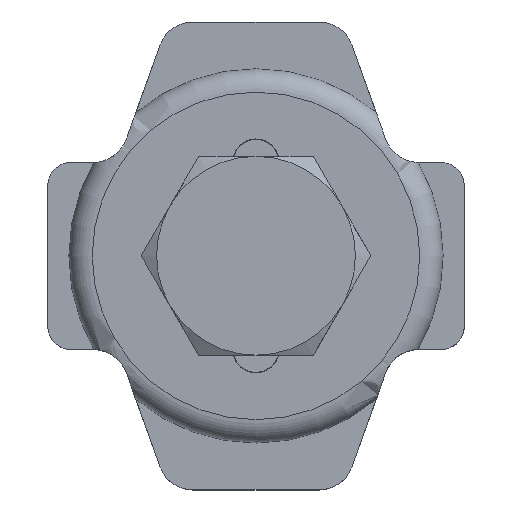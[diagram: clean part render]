
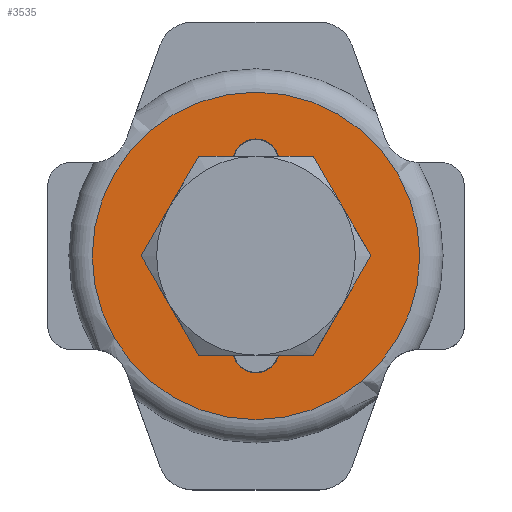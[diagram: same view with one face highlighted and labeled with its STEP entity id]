
A CAD part, top view. The second image highlights one B-rep face of the part: STEP entity #3535.
In plain terms, the highlighted planar face has unit normal (0, 0, 1).
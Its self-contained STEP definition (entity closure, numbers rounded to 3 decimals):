
#2196=CARTESIAN_POINT('',(0.,-6.,25.0));
#2197=VERTEX_POINT('',#2196);
#2198=CARTESIAN_POINT('',(0.,-8.0,25.0));
#2199=DIRECTION('',(0.0,0.0,-1.0));
#2200=DIRECTION('',(0.0,-1.0,0.0));
#2201=AXIS2_PLACEMENT_3D('',#2198,#2199,#2200);
#2202=CIRCLE('',#2201,2.0);
#2203=EDGE_CURVE('',#2197,#2197,#2202,.T.);
#2224=CARTESIAN_POINT('',(0.,6.,25.0));
#2225=VERTEX_POINT('',#2224);
#2226=CARTESIAN_POINT('',(0.,8.0,25.0));
#2227=DIRECTION('',(0.0,0.0,-1.0));
#2228=DIRECTION('',(0.0,1.0,0.0));
#2229=AXIS2_PLACEMENT_3D('',#2226,#2227,#2228);
#2230=CIRCLE('',#2229,2.0);
#2231=EDGE_CURVE('',#2225,#2225,#2230,.T.);
#2305=CARTESIAN_POINT('',(0.,-5.5,25.0));
#2306=VERTEX_POINT('',#2305);
#2307=CARTESIAN_POINT('',(0.,0.,25.0));
#2308=DIRECTION('',(0.0,0.0,-1.0));
#2309=DIRECTION('',(0.0,-1.0,0.0));
#2310=AXIS2_PLACEMENT_3D('',#2307,#2308,#2309);
#2311=CIRCLE('',#2310,5.5);
#2312=EDGE_CURVE('',#2306,#2306,#2311,.T.);
#3310=CARTESIAN_POINT('',(0.,-14.,25.0));
#3311=VERTEX_POINT('',#3310);
#3312=CARTESIAN_POINT('',(0.,0.,25.0));
#3313=DIRECTION('',(0.0,0.0,-1.0));
#3314=DIRECTION('',(0.0,1.0,0.0));
#3315=AXIS2_PLACEMENT_3D('',#3312,#3313,#3314);
#3316=CIRCLE('',#3315,14.);
#3317=EDGE_CURVE('',#3311,#3311,#3316,.T.);
#3518=CARTESIAN_POINT('',(0.,0.,25.0));
#3519=DIRECTION('',(0.0,0.0,-1.0));
#3520=DIRECTION('',(0.0,1.0,0.0));
#3521=AXIS2_PLACEMENT_3D('',#3518,#3519,#3520);
#3522=PLANE('',#3521);
#3523=ORIENTED_EDGE('',*,*,#3317,.F.);
#3524=EDGE_LOOP('',(#3523));
#3525=FACE_OUTER_BOUND('',#3524,.T.);
#3526=ORIENTED_EDGE('',*,*,#2203,.T.);
#3527=EDGE_LOOP('',(#3526));
#3528=FACE_BOUND('',#3527,.T.);
#3529=ORIENTED_EDGE('',*,*,#2231,.T.);
#3530=EDGE_LOOP('',(#3529));
#3531=FACE_BOUND('',#3530,.T.);
#3532=ORIENTED_EDGE('',*,*,#2312,.T.);
#3533=EDGE_LOOP('',(#3532));
#3534=FACE_BOUND('',#3533,.T.);
#3535=ADVANCED_FACE('',(#3525,#3528,#3531,#3534),#3522,.F.);
